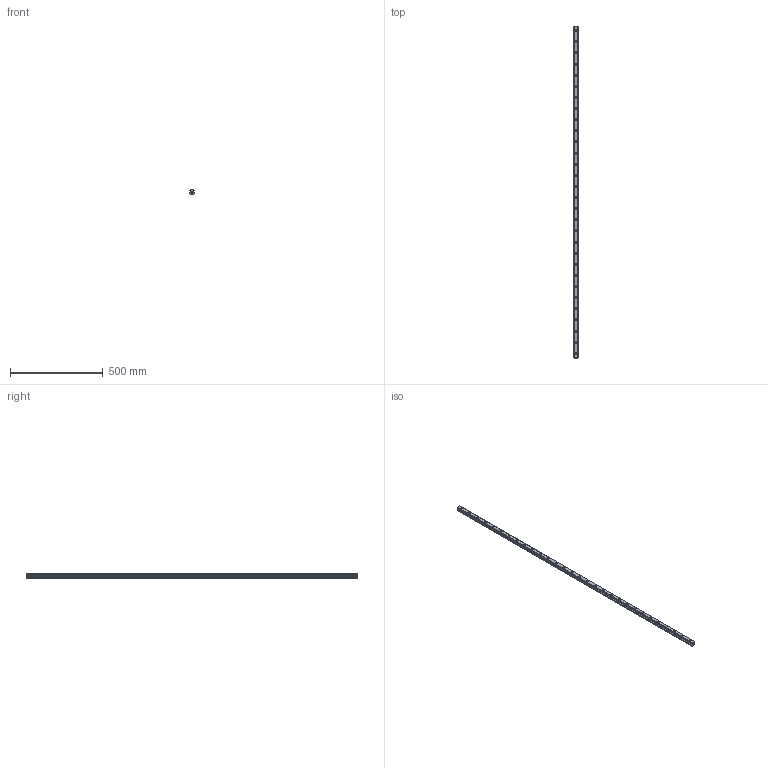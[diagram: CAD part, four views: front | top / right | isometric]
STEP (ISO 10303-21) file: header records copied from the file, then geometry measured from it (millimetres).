
FILE_DESCRIPTION(('STEP AP214'),'1');
FILE_NAME('cctmp_D07D21E3-06C5-4981-9230-F292BB364E60_2020_6_9_13_8_56_925..stp','2020-06-09T11:08:57',('HIWIN GmbH'),('CADClick - www.CADClick.com'),'Spatial InterOp 3D',' ','unknown authorization');
FILE_SCHEMA(('AUTOMOTIVE_DESIGN'));
Length unit declared in the file: millimetre
Products named in the file (1): HGR25R1790H_FILE
Bounding box: 23 x 1790 x 22 mm (x, y, z)
Volume: 743957.7 mm3; surface area: 184334.5 mm2
Topology: 1 solids, 1 shells, 471 faces, 1215 edges, 810 vertices
Faces by surface type: plane 269, cylinder 202
Entity records: 18465 total; most frequent: DIRECTION 2803, CARTESIAN_POINT 2497, ORIENTED_EDGE 2430, EDGE_CURVE 1215, AXIS2_PLACEMENT_3D 1116, VERTEX_POINT 810, LINE 571, VECTOR 571
